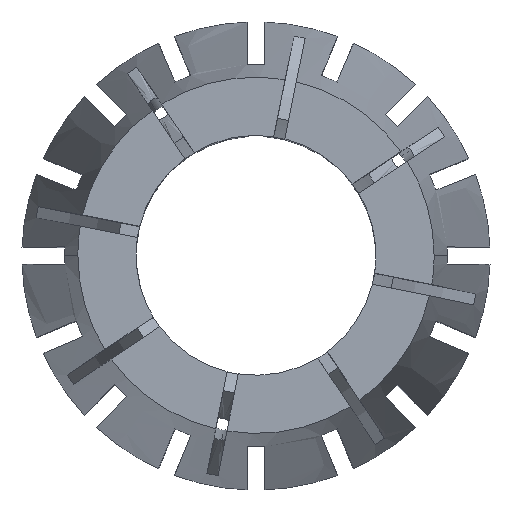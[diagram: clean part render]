
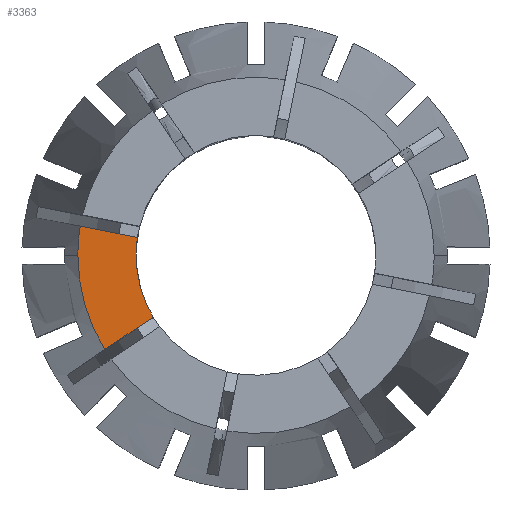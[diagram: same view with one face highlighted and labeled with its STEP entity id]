
A CAD part, top view. The second image highlights one B-rep face of the part: STEP entity #3363.
In plain terms, the highlighted planar face has unit normal (0, 0, 1).
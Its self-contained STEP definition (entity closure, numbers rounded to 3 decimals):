
#370 = DIRECTION ( 'NONE',  ( 0., 0., 1. ) ) ;
#657 = CIRCLE ( 'NONE', #4892, 10.5 ) ;
#724 = AXIS2_PLACEMENT_3D ( 'NONE', #1035, #1611, #2139 ) ;
#921 = CARTESIAN_POINT ( 'NONE',  ( 0., 0., 0. ) ) ;
#975 = VERTEX_POINT ( 'NONE', #6150 ) ;
#1014 = LINE ( 'NONE', #3412, #2293 ) ;
#1035 = CARTESIAN_POINT ( 'NONE',  ( 0., 0., 0. ) ) ;
#1081 = CIRCLE ( 'NONE', #724, 10.5 ) ;
#1102 = DIRECTION ( 'NONE',  ( 0., 0., 1. ) ) ;
#1111 = EDGE_CURVE ( 'NONE', #6758, #4441, #657, .T. ) ;
#1441 = EDGE_CURVE ( 'NONE', #2339, #5983, #6201, .T. ) ;
#1489 = CARTESIAN_POINT ( 'NONE',  ( -0.278, 0.416, 0. ) ) ;
#1611 = DIRECTION ( 'NONE',  ( 0., 0., 1. ) ) ;
#2139 = DIRECTION ( 'NONE',  ( 1., 0., 0. ) ) ;
#2271 = EDGE_CURVE ( 'NONE', #5983, #3068, #5306, .T. ) ;
#2293 = VECTOR ( 'NONE', #3435, 1000. ) ;
#2339 = VERTEX_POINT ( 'NONE', #3427 ) ;
#2536 = PLANE ( 'NONE',  #3263 ) ;
#2592 = CARTESIAN_POINT ( 'NONE',  ( 0., 0., 0. ) ) ;
#2673 = EDGE_CURVE ( 'NONE', #3068, #975, #3647, .T. ) ;
#2978 = CARTESIAN_POINT ( 'NONE',  ( 0., 0., 0. ) ) ;
#3002 = ORIENTED_EDGE ( 'NONE', *, *, #4038, .F. ) ;
#3068 = VERTEX_POINT ( 'NONE', #7223 ) ;
#3097 = DIRECTION ( 'NONE',  ( -1., 0., 0. ) ) ;
#3201 = CARTESIAN_POINT ( 'NONE',  ( -10.5, 0., 0. ) ) ;
#3263 = AXIS2_PLACEMENT_3D ( 'NONE', #921, #3697, #3097 ) ;
#3363 = ADVANCED_FACE ( 'NONE', ( #7153 ), #2536, .F. ) ;
#3412 = CARTESIAN_POINT ( 'NONE',  ( -0.098, -0.49, 0. ) ) ;
#3427 = CARTESIAN_POINT ( 'NONE',  ( -15.385, 2.551, 0. ) ) ;
#3435 = DIRECTION ( 'NONE',  ( 0.981, -0.195, 0. ) ) ;
#3647 = LINE ( 'NONE', #1489, #7005 ) ;
#3697 = DIRECTION ( 'NONE',  ( 0., 0., -1. ) ) ;
#3717 = ORIENTED_EDGE ( 'NONE', *, *, #2271, .T. ) ;
#3872 = DIRECTION ( 'NONE',  ( 1., 0., 0. ) ) ;
#4017 = ORIENTED_EDGE ( 'NONE', *, *, #1441, .T. ) ;
#4038 = EDGE_CURVE ( 'NONE', #2339, #6758, #1014, .T. ) ;
#4195 = CARTESIAN_POINT ( 'NONE',  ( -10.384, 1.556, 0. ) ) ;
#4268 = DIRECTION ( 'NONE',  ( 0.831, 0.556, 0. ) ) ;
#4303 = DIRECTION ( 'NONE',  ( 1., 0., 0. ) ) ;
#4396 = CARTESIAN_POINT ( 'NONE',  ( 0., 0., 0. ) ) ;
#4441 = VERTEX_POINT ( 'NONE', #3201 ) ;
#4880 = EDGE_LOOP ( 'NONE', ( #3002, #4017, #3717, #5568, #5179, #5280 ) ) ;
#4892 = AXIS2_PLACEMENT_3D ( 'NONE', #2978, #6257, #6333 ) ;
#5179 = ORIENTED_EDGE ( 'NONE', *, *, #5731, .F. ) ;
#5280 = ORIENTED_EDGE ( 'NONE', *, *, #1111, .F. ) ;
#5299 = CARTESIAN_POINT ( 'NONE',  ( -15.595, 0., 0. ) ) ;
#5306 = CIRCLE ( 'NONE', #6233, 15.595 ) ;
#5568 = ORIENTED_EDGE ( 'NONE', *, *, #2673, .T. ) ;
#5731 = EDGE_CURVE ( 'NONE', #4441, #975, #1081, .T. ) ;
#5983 = VERTEX_POINT ( 'NONE', #5299 ) ;
#6150 = CARTESIAN_POINT ( 'NONE',  ( -8.998, -5.411, 0. ) ) ;
#6201 = CIRCLE ( 'NONE', #7169, 15.595 ) ;
#6233 = AXIS2_PLACEMENT_3D ( 'NONE', #4396, #1102, #3872 ) ;
#6257 = DIRECTION ( 'NONE',  ( 0., 0., 1. ) ) ;
#6333 = DIRECTION ( 'NONE',  ( 1., 0., 0. ) ) ;
#6758 = VERTEX_POINT ( 'NONE', #4195 ) ;
#7005 = VECTOR ( 'NONE', #4268, 1000. ) ;
#7153 = FACE_OUTER_BOUND ( 'NONE', #4880, .T. ) ;
#7169 = AXIS2_PLACEMENT_3D ( 'NONE', #2592, #370, #4303 ) ;
#7223 = CARTESIAN_POINT ( 'NONE',  ( -13.238, -8.244, 0. ) ) ;
